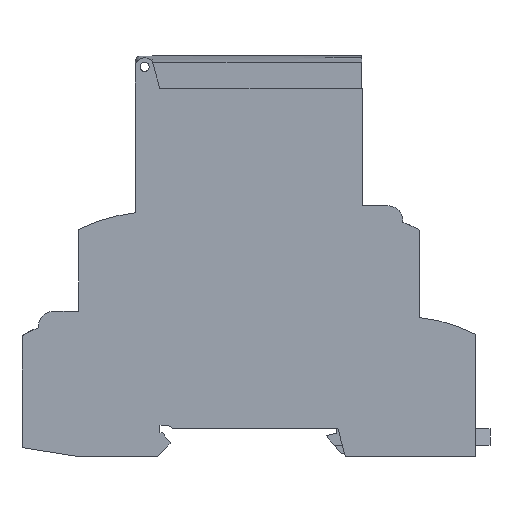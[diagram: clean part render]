
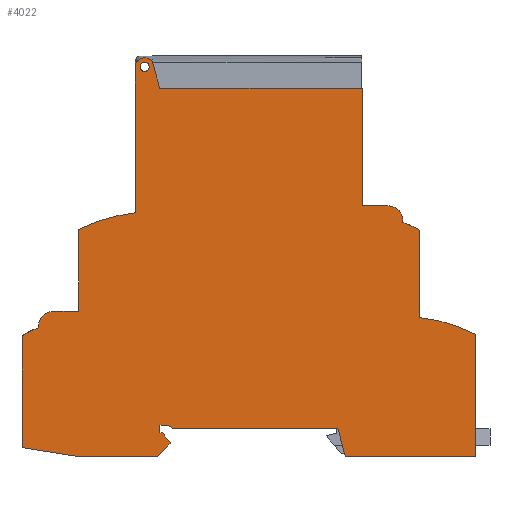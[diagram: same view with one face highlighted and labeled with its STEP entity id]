
A CAD part, left-side view. The second image highlights one B-rep face of the part: STEP entity #4022.
In plain terms, the highlighted planar face has unit normal (-1, 0, 0).
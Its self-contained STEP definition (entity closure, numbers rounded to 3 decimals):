
#108=DIRECTION('',(0.,1.,0.));
#109=VECTOR('',#108,25.88);
#110=CARTESIAN_POINT('',(0.,0.,0.));
#111=LINE('',#110,#109);
#112=DIRECTION('',(0.,0.259,0.966));
#113=VECTOR('',#112,5.694);
#114=CARTESIAN_POINT('',(0.,25.88,0.));
#115=LINE('',#114,#113);
#116=DIRECTION('',(0.,1.,0.));
#117=VECTOR('',#116,32.59);
#118=CARTESIAN_POINT('',(0.,27.354,5.5));
#119=LINE('',#118,#117);
#120=DIRECTION('',(0.,0.865,0.502));
#121=VECTOR('',#120,1.395);
#122=CARTESIAN_POINT('',(0.,59.944,5.5));
#123=LINE('',#122,#121);
#124=DIRECTION('',(0.,1.,0.));
#125=VECTOR('',#124,1.5);
#126=CARTESIAN_POINT('',(0.,61.15,6.2));
#127=LINE('',#126,#125);
#128=DIRECTION('',(0.,0.,-1.));
#129=VECTOR('',#128,1.5);
#130=CARTESIAN_POINT('',(0.,62.65,6.2));
#131=LINE('',#130,#129);
#132=DIRECTION('',(0.,-1.,0.));
#133=VECTOR('',#132,0.5);
#134=CARTESIAN_POINT('',(0.,62.65,4.7));
#135=LINE('',#134,#133);
#136=DIRECTION('',(0.,-0.616,-0.788));
#137=VECTOR('',#136,2.436);
#138=CARTESIAN_POINT('',(0.,62.15,4.7));
#139=LINE('',#138,#137);
#140=DIRECTION('',(0.,0.,-1.));
#141=VECTOR('',#140,0.3);
#142=CARTESIAN_POINT('',(0.,60.65,2.78));
#143=LINE('',#142,#141);
#144=DIRECTION('',(0.,0.707,-0.707));
#145=VECTOR('',#144,3.507);
#146=CARTESIAN_POINT('',(0.,60.65,2.48));
#147=LINE('',#146,#145);
#148=DIRECTION('',(0.,1.,0.));
#149=VECTOR('',#148,15.87);
#150=CARTESIAN_POINT('',(0.,63.13,0.));
#151=LINE('',#150,#149);
#152=DIRECTION('',(0.,0.988,0.156));
#153=VECTOR('',#152,11.137);
#154=CARTESIAN_POINT('',(0.,79.,0.));
#155=LINE('',#154,#153);
#156=DIRECTION('',(0.,0.,-1.));
#157=VECTOR('',#156,22.2);
#158=CARTESIAN_POINT('',(0.,90.,23.942));
#159=LINE('',#158,#157);
#160=CARTESIAN_POINT('',(0.,82.83,12.835));
#161=DIRECTION('',(-1.,0.,0.));
#162=DIRECTION('',(0.,0.294,0.956));
#163=AXIS2_PLACEMENT_3D('',#160,#161,#162);
#165=CARTESIAN_POINT('',(0.,83.73,25.796));
#166=DIRECTION('',(-1.,0.,0.));
#167=DIRECTION('',(0.,0.,1.));
#168=AXIS2_PLACEMENT_3D('',#165,#166,#167);
#170=DIRECTION('',(0.,1.,0.));
#171=VECTOR('',#170,4.95);
#172=CARTESIAN_POINT('',(0.,78.78,28.796));
#173=LINE('',#172,#171);
#174=DIRECTION('',(0.,0.,-1.));
#175=VECTOR('',#174,16.19);
#176=CARTESIAN_POINT('',(0.,78.78,44.986));
#177=LINE('',#176,#175);
#178=CARTESIAN_POINT('',(0.,63.566,14.411));
#179=DIRECTION('',(-1.,0.,0.));
#180=DIRECTION('',(0.,0.115,0.993));
#181=AXIS2_PLACEMENT_3D('',#178,#179,#180);
#183=DIRECTION('',(0.,0.,-1.));
#184=VECTOR('',#183,28.907);
#185=CARTESIAN_POINT('',(0.,67.5,77.241));
#186=LINE('',#185,#184);
#187=CARTESIAN_POINT('',(0.,65.7,77.241));
#188=DIRECTION('',(-1.,0.,0.));
#189=DIRECTION('',(0.,-0.966,0.259));
#190=AXIS2_PLACEMENT_3D('',#187,#188,#189);
#192=DIRECTION('',(0.,0.259,0.966));
#193=VECTOR('',#192,4.873);
#194=CARTESIAN_POINT('',(0.,62.7,73.));
#195=LINE('',#194,#193);
#196=DIRECTION('',(0.,1.,0.));
#197=VECTOR('',#196,40.2);
#198=CARTESIAN_POINT('',(0.,22.5,73.));
#199=LINE('',#198,#197);
#200=DIRECTION('',(0.,0.,1.));
#201=VECTOR('',#200,23.3);
#202=CARTESIAN_POINT('',(0.,22.5,49.7));
#203=LINE('',#202,#201);
#204=DIRECTION('',(0.,1.,0.));
#205=VECTOR('',#204,5.03);
#206=CARTESIAN_POINT('',(0.,17.47,49.7));
#207=LINE('',#206,#205);
#208=CARTESIAN_POINT('',(0.,17.47,46.7));
#209=DIRECTION('',(-1.,0.,0.));
#210=DIRECTION('',(0.,-0.994,-0.111));
#211=AXIS2_PLACEMENT_3D('',#208,#209,#210);
#213=CARTESIAN_POINT('',(0.,16.96,36.76));
#214=DIRECTION('',(-1.,0.,0.));
#215=DIRECTION('',(0.,-0.579,0.816));
#216=AXIS2_PLACEMENT_3D('',#213,#214,#215);
#218=DIRECTION('',(0.,0.,1.));
#219=VECTOR('',#218,17.32);
#220=CARTESIAN_POINT('',(0.,11.22,27.531));
#221=LINE('',#220,#219);
#222=CARTESIAN_POINT('',(0.,14.133,-2.909));
#223=DIRECTION('',(-1.,0.,0.));
#224=DIRECTION('',(0.,-0.462,0.887));
#225=AXIS2_PLACEMENT_3D('',#222,#223,#224);
#227=DIRECTION('',(0.,0.,-1.));
#228=VECTOR('',#227,24.208);
#229=CARTESIAN_POINT('',(0.,0.,24.208));
#230=LINE('',#229,#228);
#231=CARTESIAN_POINT('',(0.,65.7,77.25));
#232=DIRECTION('',(-1.,0.,0.));
#233=DIRECTION('',(0.,0.,1.));
#234=AXIS2_PLACEMENT_3D('',#231,#232,#233);
#236=CARTESIAN_POINT('',(0.,65.7,77.25));
#237=DIRECTION('',(-1.,0.,0.));
#238=DIRECTION('',(0.,0.,-1.));
#239=AXIS2_PLACEMENT_3D('',#236,#237,#238);
#3066=CARTESIAN_POINT('',(0.,0.,0.));
#3067=CARTESIAN_POINT('',(0.,25.88,0.));
#3068=VERTEX_POINT('',#3066);
#3069=VERTEX_POINT('',#3067);
#3074=CARTESIAN_POINT('',(0.,0.,24.208));
#3075=VERTEX_POINT('',#3074);
#3076=CARTESIAN_POINT('',(0.,79.,0.));
#3077=CARTESIAN_POINT('',(0.,90.,1.742));
#3078=VERTEX_POINT('',#3076);
#3079=VERTEX_POINT('',#3077);
#3080=CARTESIAN_POINT('',(0.,63.13,0.));
#3081=VERTEX_POINT('',#3080);
#3082=CARTESIAN_POINT('',(0.,60.65,2.48));
#3083=VERTEX_POINT('',#3082);
#3084=CARTESIAN_POINT('',(0.,60.65,2.78));
#3085=VERTEX_POINT('',#3084);
#3086=CARTESIAN_POINT('',(0.,62.15,4.7));
#3087=VERTEX_POINT('',#3086);
#3088=CARTESIAN_POINT('',(0.,62.65,4.7));
#3089=VERTEX_POINT('',#3088);
#3090=CARTESIAN_POINT('',(0.,62.65,6.2));
#3091=VERTEX_POINT('',#3090);
#3092=CARTESIAN_POINT('',(0.,61.15,6.2));
#3093=VERTEX_POINT('',#3092);
#3094=CARTESIAN_POINT('',(0.,59.944,5.5));
#3095=VERTEX_POINT('',#3094);
#3096=CARTESIAN_POINT('',(0.,27.354,5.5));
#3097=VERTEX_POINT('',#3096);
#3122=CARTESIAN_POINT('',(0.,65.7,78.15));
#3123=CARTESIAN_POINT('',(0.,65.7,76.35));
#3124=VERTEX_POINT('',#3122);
#3125=VERTEX_POINT('',#3123);
#3246=CARTESIAN_POINT('',(0.,11.22,27.531));
#3247=CARTESIAN_POINT('',(0.,11.22,44.851));
#3248=VERTEX_POINT('',#3246);
#3249=VERTEX_POINT('',#3247);
#3250=CARTESIAN_POINT('',(0.,14.489,46.367));
#3251=VERTEX_POINT('',#3250);
#3252=CARTESIAN_POINT('',(0.,17.47,49.7));
#3253=VERTEX_POINT('',#3252);
#3254=CARTESIAN_POINT('',(0.,22.5,49.7));
#3255=VERTEX_POINT('',#3254);
#3256=CARTESIAN_POINT('',(0.,22.5,73.));
#3257=VERTEX_POINT('',#3256);
#3258=CARTESIAN_POINT('',(0.,62.7,73.));
#3259=VERTEX_POINT('',#3258);
#3260=CARTESIAN_POINT('',(0.,63.961,77.707));
#3261=VERTEX_POINT('',#3260);
#3262=CARTESIAN_POINT('',(0.,67.5,77.241));
#3263=VERTEX_POINT('',#3262);
#3264=CARTESIAN_POINT('',(0.,67.5,48.335));
#3265=VERTEX_POINT('',#3264);
#3266=CARTESIAN_POINT('',(0.,78.78,44.986));
#3267=CARTESIAN_POINT('',(0.,78.78,28.796));
#3268=VERTEX_POINT('',#3266);
#3269=VERTEX_POINT('',#3267);
#3270=CARTESIAN_POINT('',(0.,83.73,28.796));
#3271=VERTEX_POINT('',#3270);
#3272=CARTESIAN_POINT('',(0.,86.713,25.473));
#3273=VERTEX_POINT('',#3272);
#3274=CARTESIAN_POINT('',(0.,90.,23.942));
#3275=VERTEX_POINT('',#3274);
#3951=CARTESIAN_POINT('',(0.,0.,0.));
#3952=DIRECTION('',(-1.,0.,0.));
#3953=DIRECTION('',(0.,0.,1.));
#3954=AXIS2_PLACEMENT_3D('',#3951,#3952,#3953);
#3955=PLANE('',#3954);
#3957=ORIENTED_EDGE('',*,*,#3956,.T.);
#3959=ORIENTED_EDGE('',*,*,#3958,.T.);
#3961=ORIENTED_EDGE('',*,*,#3960,.T.);
#3963=ORIENTED_EDGE('',*,*,#3962,.T.);
#3965=ORIENTED_EDGE('',*,*,#3964,.T.);
#3967=ORIENTED_EDGE('',*,*,#3966,.T.);
#3969=ORIENTED_EDGE('',*,*,#3968,.T.);
#3971=ORIENTED_EDGE('',*,*,#3970,.T.);
#3973=ORIENTED_EDGE('',*,*,#3972,.T.);
#3975=ORIENTED_EDGE('',*,*,#3974,.T.);
#3977=ORIENTED_EDGE('',*,*,#3976,.T.);
#3979=ORIENTED_EDGE('',*,*,#3978,.T.);
#3981=ORIENTED_EDGE('',*,*,#3980,.F.);
#3983=ORIENTED_EDGE('',*,*,#3982,.F.);
#3985=ORIENTED_EDGE('',*,*,#3984,.F.);
#3987=ORIENTED_EDGE('',*,*,#3986,.F.);
#3989=ORIENTED_EDGE('',*,*,#3988,.F.);
#3991=ORIENTED_EDGE('',*,*,#3990,.F.);
#3993=ORIENTED_EDGE('',*,*,#3992,.F.);
#3995=ORIENTED_EDGE('',*,*,#3994,.F.);
#3997=ORIENTED_EDGE('',*,*,#3996,.F.);
#3999=ORIENTED_EDGE('',*,*,#3998,.F.);
#4001=ORIENTED_EDGE('',*,*,#4000,.F.);
#4003=ORIENTED_EDGE('',*,*,#4002,.F.);
#4005=ORIENTED_EDGE('',*,*,#4004,.F.);
#4007=ORIENTED_EDGE('',*,*,#4006,.F.);
#4009=ORIENTED_EDGE('',*,*,#4008,.F.);
#4011=ORIENTED_EDGE('',*,*,#4010,.F.);
#4013=ORIENTED_EDGE('',*,*,#4012,.T.);
#4014=EDGE_LOOP('',(#3957,#3959,#3961,#3963,#3965,#3967,#3969,#3971,#3973,#3975,
#3977,#3979,#3981,#3983,#3985,#3987,#3989,#3991,#3993,#3995,#3997,#3999,#4001,
#4003,#4005,#4007,#4009,#4011,#4013));
#4015=FACE_OUTER_BOUND('',#4014,.F.);
#4017=ORIENTED_EDGE('',*,*,#4016,.T.);
#4019=ORIENTED_EDGE('',*,*,#4018,.T.);
#4020=EDGE_LOOP('',(#4017,#4019));
#4021=FACE_BOUND('',#4020,.F.);
#164=CIRCLE('',#163,13.22);
#169=CIRCLE('',#168,3.);
#182=CIRCLE('',#181,34.151);
#191=CIRCLE('',#190,1.8);
#212=CIRCLE('',#211,3.);
#217=CIRCLE('',#216,9.92);
#226=CIRCLE('',#225,30.579);
#235=CIRCLE('',#234,0.9);
#240=CIRCLE('',#239,0.9);
#3956=EDGE_CURVE('',#3068,#3069,#111,.T.);
#3958=EDGE_CURVE('',#3069,#3097,#115,.T.);
#3960=EDGE_CURVE('',#3097,#3095,#119,.T.);
#3962=EDGE_CURVE('',#3095,#3093,#123,.T.);
#3964=EDGE_CURVE('',#3093,#3091,#127,.T.);
#3966=EDGE_CURVE('',#3091,#3089,#131,.T.);
#3968=EDGE_CURVE('',#3089,#3087,#135,.T.);
#3970=EDGE_CURVE('',#3087,#3085,#139,.T.);
#3972=EDGE_CURVE('',#3085,#3083,#143,.T.);
#3974=EDGE_CURVE('',#3083,#3081,#147,.T.);
#3976=EDGE_CURVE('',#3081,#3078,#151,.T.);
#3978=EDGE_CURVE('',#3078,#3079,#155,.T.);
#3980=EDGE_CURVE('',#3275,#3079,#159,.T.);
#3982=EDGE_CURVE('',#3273,#3275,#164,.T.);
#3984=EDGE_CURVE('',#3271,#3273,#169,.T.);
#3986=EDGE_CURVE('',#3269,#3271,#173,.T.);
#3988=EDGE_CURVE('',#3268,#3269,#177,.T.);
#3990=EDGE_CURVE('',#3265,#3268,#182,.T.);
#3992=EDGE_CURVE('',#3263,#3265,#186,.T.);
#3994=EDGE_CURVE('',#3261,#3263,#191,.T.);
#3996=EDGE_CURVE('',#3259,#3261,#195,.T.);
#3998=EDGE_CURVE('',#3257,#3259,#199,.T.);
#4000=EDGE_CURVE('',#3255,#3257,#203,.T.);
#4002=EDGE_CURVE('',#3253,#3255,#207,.T.);
#4004=EDGE_CURVE('',#3251,#3253,#212,.T.);
#4006=EDGE_CURVE('',#3249,#3251,#217,.T.);
#4008=EDGE_CURVE('',#3248,#3249,#221,.T.);
#4010=EDGE_CURVE('',#3075,#3248,#226,.T.);
#4012=EDGE_CURVE('',#3075,#3068,#230,.T.);
#4016=EDGE_CURVE('',#3124,#3125,#235,.T.);
#4018=EDGE_CURVE('',#3125,#3124,#240,.T.);
#4022=ADVANCED_FACE('',(#4015,#4021),#3955,.T.);
